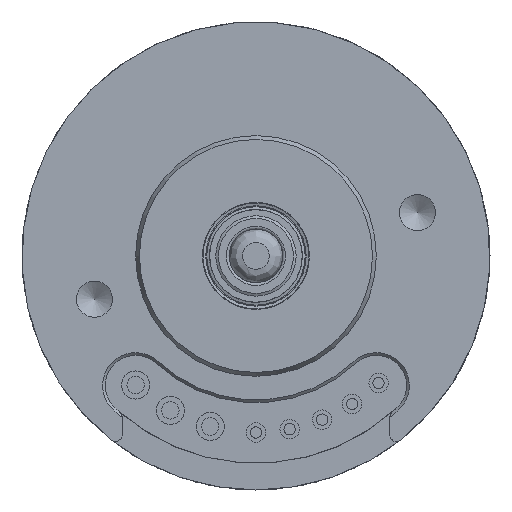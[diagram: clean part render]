
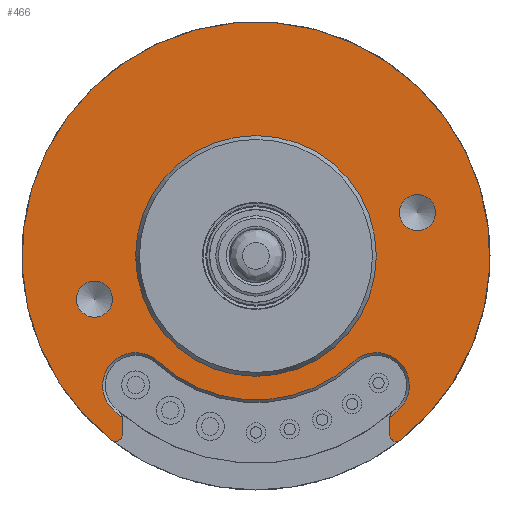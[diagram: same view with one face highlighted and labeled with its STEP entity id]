
A CAD part, left-side view. The second image highlights one B-rep face of the part: STEP entity #466.
In plain terms, the highlighted planar face has unit normal (-1, 0, 0).
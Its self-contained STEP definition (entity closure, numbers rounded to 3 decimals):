
#466=ADVANCED_FACE('',(#807,#808,#809,#810),#681,.T.);
#681=PLANE('',#2715);
#759=LINE('',#4020,#783);
#760=LINE('',#4032,#784);
#783=VECTOR('',#3142,1.);
#784=VECTOR('',#3153,1.);
#807=FACE_BOUND('',#1149,.T.);
#808=FACE_BOUND('',#1150,.T.);
#809=FACE_BOUND('',#1151,.T.);
#810=FACE_BOUND('',#1152,.T.);
#1149=EDGE_LOOP('',(#1538));
#1150=EDGE_LOOP('',(#1539));
#1151=EDGE_LOOP('',(#1540));
#1152=EDGE_LOOP('',(#1541,#1542,#1543,#1544,#1545,#1546,#1547,#1548,#1549,
#1550));
#1538=ORIENTED_EDGE('',*,*,#2249,.T.);
#1539=ORIENTED_EDGE('',*,*,#2250,.T.);
#1540=ORIENTED_EDGE('',*,*,#2251,.T.);
#1541=ORIENTED_EDGE('',*,*,#2252,.F.);
#1542=ORIENTED_EDGE('',*,*,#2253,.T.);
#1543=ORIENTED_EDGE('',*,*,#2254,.T.);
#1544=ORIENTED_EDGE('',*,*,#2255,.T.);
#1545=ORIENTED_EDGE('',*,*,#2256,.T.);
#1546=ORIENTED_EDGE('',*,*,#2257,.T.);
#1547=ORIENTED_EDGE('',*,*,#2258,.T.);
#1548=ORIENTED_EDGE('',*,*,#2259,.T.);
#1549=ORIENTED_EDGE('',*,*,#2260,.T.);
#1550=ORIENTED_EDGE('',*,*,#2261,.T.);
#2020=VERTEX_POINT('',#4010);
#2021=VERTEX_POINT('',#4012);
#2022=VERTEX_POINT('',#4014);
#2023=VERTEX_POINT('',#4016);
#2024=VERTEX_POINT('',#4017);
#2025=VERTEX_POINT('',#4019);
#2026=VERTEX_POINT('',#4021);
#2027=VERTEX_POINT('',#4023);
#2028=VERTEX_POINT('',#4025);
#2029=VERTEX_POINT('',#4027);
#2030=VERTEX_POINT('',#4029);
#2031=VERTEX_POINT('',#4031);
#2032=VERTEX_POINT('',#4033);
#2249=EDGE_CURVE('',#2020,#2020,#2490,.T.);
#2250=EDGE_CURVE('',#2021,#2021,#2491,.T.);
#2251=EDGE_CURVE('',#2022,#2022,#2492,.T.);
#2252=EDGE_CURVE('',#2023,#2024,#2493,.T.);
#2253=EDGE_CURVE('',#2023,#2025,#2494,.T.);
#2254=EDGE_CURVE('',#2025,#2026,#759,.T.);
#2255=EDGE_CURVE('',#2026,#2027,#2495,.T.);
#2256=EDGE_CURVE('',#2027,#2028,#2496,.T.);
#2257=EDGE_CURVE('',#2028,#2029,#2497,.T.);
#2258=EDGE_CURVE('',#2029,#2030,#2498,.T.);
#2259=EDGE_CURVE('',#2030,#2031,#2499,.T.);
#2260=EDGE_CURVE('',#2031,#2032,#760,.T.);
#2261=EDGE_CURVE('',#2032,#2024,#2500,.T.);
#2490=CIRCLE('',#2704,1.35);
#2491=CIRCLE('',#2705,1.35);
#2492=CIRCLE('',#2706,9.);
#2493=CIRCLE('',#2707,17.5);
#2494=CIRCLE('',#2708,0.5);
#2495=CIRCLE('',#2709,15.7);
#2496=CIRCLE('',#2710,2.468);
#2497=CIRCLE('',#2711,10.764);
#2498=CIRCLE('',#2712,2.468);
#2499=CIRCLE('',#2713,15.7);
#2500=CIRCLE('',#2714,0.5);
#2704=AXIS2_PLACEMENT_3D('',#4009,#3132,#3133);
#2705=AXIS2_PLACEMENT_3D('',#4011,#3134,#3135);
#2706=AXIS2_PLACEMENT_3D('',#4013,#3136,#3137);
#2707=AXIS2_PLACEMENT_3D('',#4015,#3138,#3139);
#2708=AXIS2_PLACEMENT_3D('',#4018,#3140,#3141);
#2709=AXIS2_PLACEMENT_3D('',#4022,#3143,#3144);
#2710=AXIS2_PLACEMENT_3D('',#4024,#3145,#3146);
#2711=AXIS2_PLACEMENT_3D('',#4026,#3147,#3148);
#2712=AXIS2_PLACEMENT_3D('',#4028,#3149,#3150);
#2713=AXIS2_PLACEMENT_3D('',#4030,#3151,#3152);
#2714=AXIS2_PLACEMENT_3D('',#4034,#3154,#3155);
#2715=AXIS2_PLACEMENT_3D('',#4035,#3156,#3157);
#3132=DIRECTION('',(1.,0.,0.));
#3133=DIRECTION('',(0.,1.,0.));
#3134=DIRECTION('',(1.,0.,0.));
#3135=DIRECTION('',(0.,-1.,0.));
#3136=DIRECTION('',(1.,0.,0.));
#3137=DIRECTION('',(0.,-1.,0.));
#3138=DIRECTION('',(1.,0.,0.));
#3139=DIRECTION('',(0.,-1.,0.));
#3140=DIRECTION('',(-1.,0.,0.));
#3141=DIRECTION('',(0.,1.,0.));
#3142=DIRECTION('',(0.,0.,1.));
#3143=DIRECTION('',(1.,0.,0.));
#3144=DIRECTION('',(0.,1.,0.));
#3145=DIRECTION('',(1.,0.,0.));
#3146=DIRECTION('',(0.,1.,0.));
#3147=DIRECTION('',(-1.,0.,0.));
#3148=DIRECTION('',(0.,1.,0.));
#3149=DIRECTION('',(1.,0.,0.));
#3150=DIRECTION('',(0.,1.,0.));
#3151=DIRECTION('',(1.,0.,0.));
#3152=DIRECTION('',(0.,1.,0.));
#3153=DIRECTION('',(0.,0.,-1.));
#3154=DIRECTION('',(-1.,0.,0.));
#3155=DIRECTION('',(0.,1.,0.));
#3156=DIRECTION('',(-1.,0.,0.));
#3157=DIRECTION('',(0.,-1.,0.));
#4009=CARTESIAN_POINT('',(0.,-12.074,3.235));
#4010=CARTESIAN_POINT('',(0.,-10.724,3.235));
#4011=CARTESIAN_POINT('',(0.,12.074,-3.235));
#4012=CARTESIAN_POINT('',(0.,10.724,-3.235));
#4013=CARTESIAN_POINT('',(0.,0.,0.));
#4014=CARTESIAN_POINT('',(0.,-9.,0.));
#4015=CARTESIAN_POINT('',(0.,0.,0.));
#4016=CARTESIAN_POINT('',(0.,10.809,-13.763));
#4017=CARTESIAN_POINT('',(0.,-10.809,-13.763));
#4018=CARTESIAN_POINT('',(0.,10.5,-13.37));
#4019=CARTESIAN_POINT('',(0.,10.,-13.37));
#4020=CARTESIAN_POINT('',(0.,10.,-19.4));
#4021=CARTESIAN_POINT('',(0.,10.,-12.103));
#4022=CARTESIAN_POINT('',(0.,0.,0.));
#4023=CARTESIAN_POINT('',(0.,10.679,-11.509));
#4024=CARTESIAN_POINT('',(0.,9.,-9.7));
#4025=CARTESIAN_POINT('',(0.,7.321,-7.891));
#4026=CARTESIAN_POINT('',(0.,0.,0.));
#4027=CARTESIAN_POINT('',(0.,-7.321,-7.891));
#4028=CARTESIAN_POINT('',(0.,-9.,-9.7));
#4029=CARTESIAN_POINT('',(0.,-10.679,-11.509));
#4030=CARTESIAN_POINT('',(0.,0.,0.));
#4031=CARTESIAN_POINT('',(0.,-10.,-12.103));
#4032=CARTESIAN_POINT('',(0.,-10.,-11.4));
#4033=CARTESIAN_POINT('',(0.,-10.,-13.37));
#4034=CARTESIAN_POINT('',(0.,-10.5,-13.37));
#4035=CARTESIAN_POINT('',(0.,0.,-17.5));
